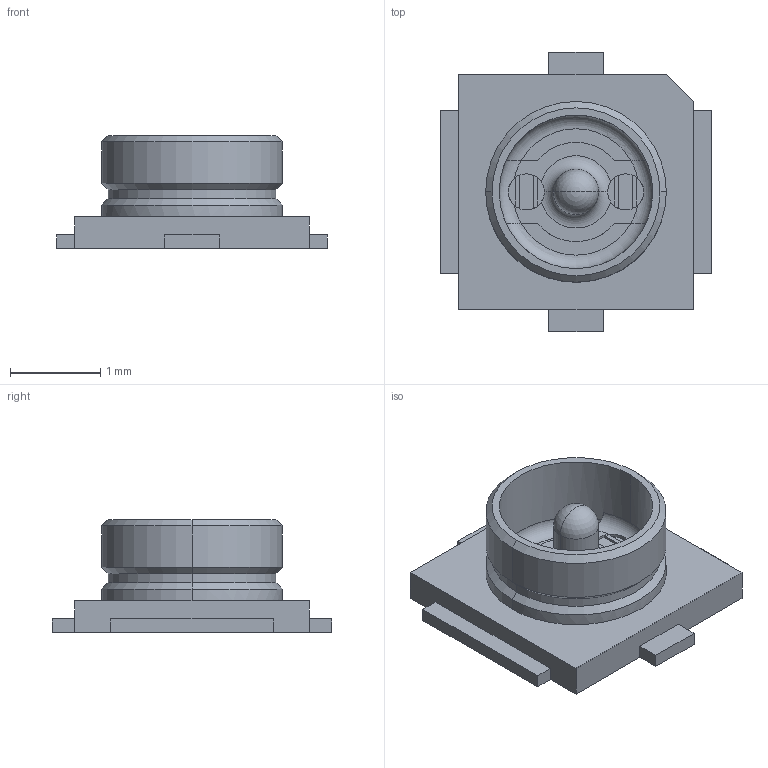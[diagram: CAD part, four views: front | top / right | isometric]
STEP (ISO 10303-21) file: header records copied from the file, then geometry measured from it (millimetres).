
FILE_DESCRIPTION(('Creo Elements/Direct Modeling STEP Export'),'2;1');
FILE_NAME('U.FL-R-SMT-K.stp','2019-04-17T10:54:11',(''),(''),'PTC Creo Elements/Direct Modeling STEP processor for AP214 (Solid Model)','PTC Creo Elements/Direct Modeling 19.0C 15-Aug-2015 (C) Parametric Technology GmbH','');
FILE_SCHEMA(('AUTOMOTIVE_DESIGN { 1 0 10303 214 1 1 1 1 }'));
Length unit declared in the file: millimetre
Products named in the file (2): U.FL-R-SMT-K; ASSY
Assembly tree (1 placements, depth 2):
  ASSY
    U.FL-R-SMT-K
Bounding box: 3 x 3.1 x 1.25 mm (x, y, z)
Volume: 3.4 mm3; surface area: 31.7 mm2
Topology: 1 solids, 3 shells, 113 faces, 287 edges, 183 vertices
Faces by surface type: plane 68, cylinder 27, torus 8, cone 6, sphere 4
Entity records: 4564 total; most frequent: CARTESIAN_POINT 1069, ORIENTED_EDGE 566, DIRECTION 479, EDGE_CURVE 283, VERTEX_POINT 183, VECTOR 165, LINE 165, AXIS2_PLACEMENT_3D 157
